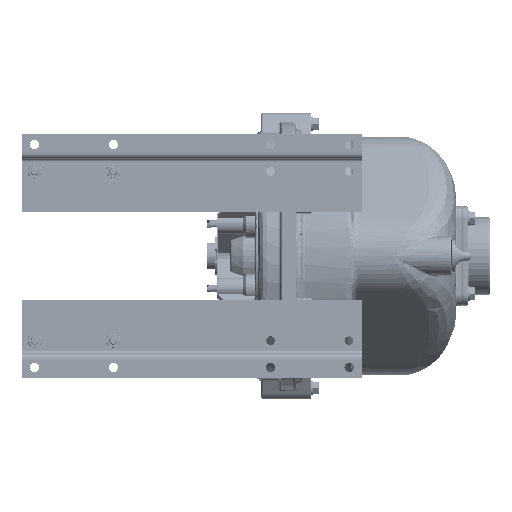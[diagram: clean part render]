
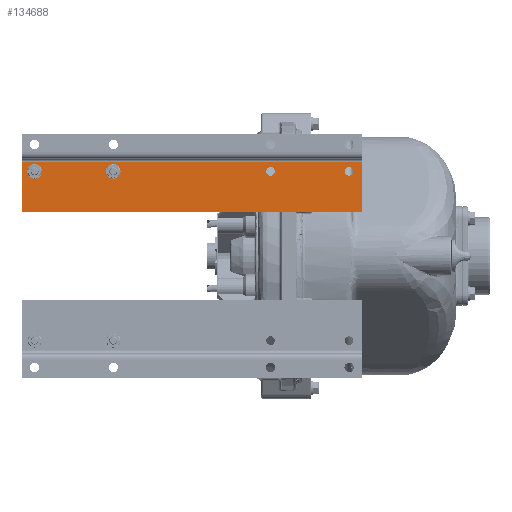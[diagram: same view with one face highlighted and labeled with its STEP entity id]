
A CAD part, front view. The second image highlights one B-rep face of the part: STEP entity #134688.
In plain terms, the highlighted planar face has unit normal (0, -1, 0).
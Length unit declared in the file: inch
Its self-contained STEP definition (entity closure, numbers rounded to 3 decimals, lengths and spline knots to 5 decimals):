
#134247=CARTESIAN_POINT('',(1.67188,0.875,-13.0));
#134248=VERTEX_POINT('',#134247);
#134249=CARTESIAN_POINT('',(1.5,0.875,-13.0));
#134250=DIRECTION('',(0.0,1.0,0.0));
#134251=DIRECTION('',(-1.0,0.0,0.0));
#134252=AXIS2_PLACEMENT_3D('',#134249,#134250,#134251);
#134253=CIRCLE('',#134252,0.17188);
#134254=EDGE_CURVE('',#134248,#134248,#134253,.T.);
#134275=CARTESIAN_POINT('',(1.67188,0.875,-9.875));
#134276=VERTEX_POINT('',#134275);
#134277=CARTESIAN_POINT('',(1.5,0.875,-9.875));
#134278=DIRECTION('',(0.0,1.0,0.0));
#134279=DIRECTION('',(-1.0,0.0,0.0));
#134280=AXIS2_PLACEMENT_3D('',#134277,#134278,#134279);
#134281=CIRCLE('',#134280,0.17188);
#134282=EDGE_CURVE('',#134276,#134276,#134281,.T.);
#134303=CARTESIAN_POINT('',(1.67188,0.875,-3.625));
#134304=VERTEX_POINT('',#134303);
#134305=CARTESIAN_POINT('',(1.5,0.875,-3.625));
#134306=DIRECTION('',(0.0,1.0,0.0));
#134307=DIRECTION('',(-1.0,0.0,0.0));
#134308=AXIS2_PLACEMENT_3D('',#134305,#134306,#134307);
#134309=CIRCLE('',#134308,0.17188);
#134310=EDGE_CURVE('',#134304,#134304,#134309,.T.);
#134331=CARTESIAN_POINT('',(1.67188,0.875,-0.5));
#134332=VERTEX_POINT('',#134331);
#134333=CARTESIAN_POINT('',(1.5,0.875,-0.5));
#134334=DIRECTION('',(0.0,1.0,0.0));
#134335=DIRECTION('',(-1.0,0.0,0.0));
#134336=AXIS2_PLACEMENT_3D('',#134333,#134334,#134335);
#134337=CIRCLE('',#134336,0.17188);
#134338=EDGE_CURVE('',#134332,#134332,#134337,.T.);
#134618=CARTESIAN_POINT('',(1.125,0.875,-13.5));
#134619=VERTEX_POINT('',#134618);
#134627=CARTESIAN_POINT('',(1.125,0.875,0.0));
#134628=VERTEX_POINT('',#134627);
#134629=CARTESIAN_POINT('',(1.125,0.875,0.0));
#134630=DIRECTION('',(0.0,0.0,-1.0));
#134631=VECTOR('',#134630,13.5);
#134632=LINE('',#134629,#134631);
#134633=EDGE_CURVE('',#134628,#134619,#134632,.T.);
#134646=CARTESIAN_POINT('',(1.125,0.875,0.0));
#134647=DIRECTION('',(0.0,-1.0,0.0));
#134648=DIRECTION('',(0.0,0.0,-1.0));
#134649=AXIS2_PLACEMENT_3D('',#134646,#134647,#134648);
#134650=PLANE('',#134649);
#134651=CARTESIAN_POINT('',(3.125,0.875,-13.5));
#134652=VERTEX_POINT('',#134651);
#134653=CARTESIAN_POINT('',(1.125,0.875,-13.5));
#134654=DIRECTION('',(1.0,0.0,0.0));
#134655=VECTOR('',#134654,2.0);
#134656=LINE('',#134653,#134655);
#134657=EDGE_CURVE('',#134619,#134652,#134656,.T.);
#134658=ORIENTED_EDGE('',*,*,#134657,.T.);
#134659=CARTESIAN_POINT('',(3.125,0.875,0.0));
#134660=VERTEX_POINT('',#134659);
#134661=CARTESIAN_POINT('',(3.125,0.875,0.0));
#134662=DIRECTION('',(0.0,0.0,-1.0));
#134663=VECTOR('',#134662,13.5);
#134664=LINE('',#134661,#134663);
#134665=EDGE_CURVE('',#134660,#134652,#134664,.T.);
#134666=ORIENTED_EDGE('',*,*,#134665,.F.);
#134667=CARTESIAN_POINT('',(3.125,0.875,0.0));
#134668=DIRECTION('',(-1.0,0.0,0.0));
#134669=VECTOR('',#134668,2.0);
#134670=LINE('',#134667,#134669);
#134671=EDGE_CURVE('',#134660,#134628,#134670,.T.);
#134672=ORIENTED_EDGE('',*,*,#134671,.T.);
#134673=ORIENTED_EDGE('',*,*,#134633,.T.);
#134674=EDGE_LOOP('',(#134658,#134666,#134672,#134673));
#134675=FACE_OUTER_BOUND('',#134674,.T.);
#134676=ORIENTED_EDGE('',*,*,#134254,.T.);
#134677=EDGE_LOOP('',(#134676));
#134678=FACE_BOUND('',#134677,.T.);
#134679=ORIENTED_EDGE('',*,*,#134282,.T.);
#134680=EDGE_LOOP('',(#134679));
#134681=FACE_BOUND('',#134680,.T.);
#134682=ORIENTED_EDGE('',*,*,#134310,.T.);
#134683=EDGE_LOOP('',(#134682));
#134684=FACE_BOUND('',#134683,.T.);
#134685=ORIENTED_EDGE('',*,*,#134338,.T.);
#134686=EDGE_LOOP('',(#134685));
#134687=FACE_BOUND('',#134686,.T.);
#134688=ADVANCED_FACE('',(#134675,#134678,#134681,#134684,#134687),#134650,.T.);
